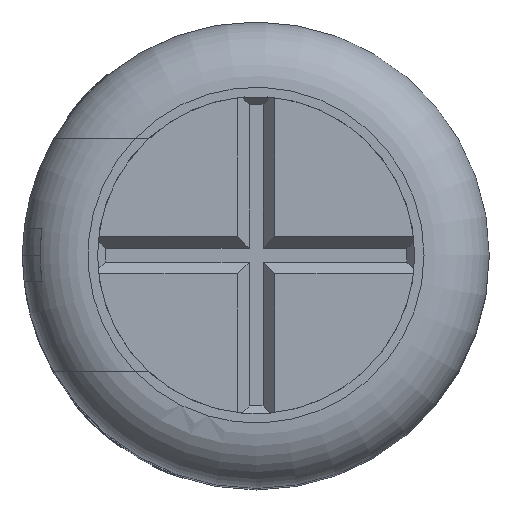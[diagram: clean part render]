
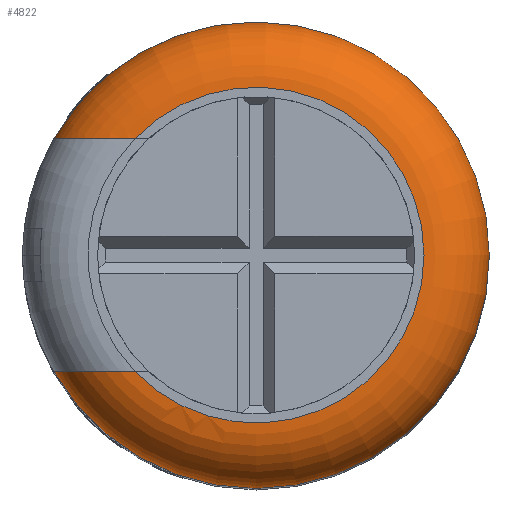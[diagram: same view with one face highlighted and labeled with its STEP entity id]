
A CAD part, top view. The second image highlights one B-rep face of the part: STEP entity #4822.
In plain terms, the highlighted toroidal (fillet/blend) face has major radius 1.8 mm and minor radius 0.7 mm.
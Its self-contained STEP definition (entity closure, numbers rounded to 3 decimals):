
#2803 = VERTEX_POINT('',#2804);
#2804 = CARTESIAN_POINT('',(2.502,0.,10.3));
#2810 = EDGE_CURVE('',#2803,#2811,#2813,.T.);
#2811 = VERTEX_POINT('',#2812);
#2812 = CARTESIAN_POINT('',(-2.163,-1.25,10.3));
#2813 = CIRCLE('',#2814,2.5);
#2814 = AXIS2_PLACEMENT_3D('',#2815,#2816,#2817);
#2815 = CARTESIAN_POINT('',(0.002,0.,10.3
    ));
#2816 = DIRECTION('',(0.,0.,-1.));
#2817 = DIRECTION('',(-1.,0.,0.));
#3480 = VERTEX_POINT('',#3481);
#3481 = CARTESIAN_POINT('',(-2.163,1.25,10.3));
#3487 = EDGE_CURVE('',#3480,#2803,#3488,.T.);
#3488 = CIRCLE('',#3489,2.5);
#3489 = AXIS2_PLACEMENT_3D('',#3490,#3491,#3492);
#3490 = CARTESIAN_POINT('',(0.002,0.,10.3
    ));
#3491 = DIRECTION('',(0.,0.,-1.));
#3492 = DIRECTION('',(-1.,0.,0.));
#4785 = EDGE_CURVE('',#4786,#4788,#4790,.T.);
#4786 = VERTEX_POINT('',#4787);
#4787 = CARTESIAN_POINT('',(-1.293,-1.25,11.));
#4788 = VERTEX_POINT('',#4789);
#4789 = CARTESIAN_POINT('',(-1.293,1.25,11.));
#4790 = CIRCLE('',#4791,1.8);
#4791 = AXIS2_PLACEMENT_3D('',#4792,#4793,#4794);
#4792 = CARTESIAN_POINT('',(0.002,0.,11.)
  );
#4793 = DIRECTION('',(0.,0.,1.));
#4794 = DIRECTION('',(-1.,0.,0.));
#4822 = ADVANCED_FACE('',(#4823),#4852,.T.);
#4823 = FACE_BOUND('',#4824,.T.);
#4824 = EDGE_LOOP('',(#4825,#4826,#4839,#4840,#4851));
#4825 = ORIENTED_EDGE('',*,*,#3487,.F.);
#4826 = ORIENTED_EDGE('',*,*,#4827,.T.);
#4827 = EDGE_CURVE('',#3480,#4788,#4828,.T.);
#4828 = B_SPLINE_CURVE_WITH_KNOTS('',3,(#4829,#4830,#4831,#4832,#4833,
    #4834,#4835,#4836,#4837,#4838),.UNSPECIFIED.,.F.,.F.,(4,2,2,2,4),(
    0.01,0.01,0.01,
    0.01,0.011),.UNSPECIFIED.);
#4829 = CARTESIAN_POINT('',(-2.163,1.25,10.3));
#4830 = CARTESIAN_POINT('',(-2.163,1.25,10.404));
#4831 = CARTESIAN_POINT('',(-2.136,1.25,10.506));
#4832 = CARTESIAN_POINT('',(-2.038,1.25,10.686));
#4833 = CARTESIAN_POINT('',(-1.967,1.25,10.765));
#4834 = CARTESIAN_POINT('',(-1.8,1.25,10.887));
#4835 = CARTESIAN_POINT('',(-1.704,1.25,10.931));
#4836 = CARTESIAN_POINT('',(-1.503,1.25,10.988));
#4837 = CARTESIAN_POINT('',(-1.398,1.25,11.));
#4838 = CARTESIAN_POINT('',(-1.293,1.25,11.));
#4839 = ORIENTED_EDGE('',*,*,#4785,.F.);
#4840 = ORIENTED_EDGE('',*,*,#4841,.T.);
#4841 = EDGE_CURVE('',#4786,#2811,#4842,.T.);
#4842 = B_SPLINE_CURVE_WITH_KNOTS('',3,(#4843,#4844,#4845,#4846,#4847,
    #4848,#4849,#4850),.UNSPECIFIED.,.F.,.F.,(4,2,2,4),(
    0.01,0.01,0.011,
    0.011),.UNSPECIFIED.);
#4843 = CARTESIAN_POINT('',(-1.293,-1.25,11.));
#4844 = CARTESIAN_POINT('',(-1.5,-1.25,11.));
#4845 = CARTESIAN_POINT('',(-1.714,-1.25,10.949));
#4846 = CARTESIAN_POINT('',(-1.965,-1.25,10.767));
#4847 = CARTESIAN_POINT('',(-2.036,-1.25,10.689));
#4848 = CARTESIAN_POINT('',(-2.136,-1.25,10.507));
#4849 = CARTESIAN_POINT('',(-2.163,-1.25,10.404));
#4850 = CARTESIAN_POINT('',(-2.163,-1.25,10.3));
#4851 = ORIENTED_EDGE('',*,*,#2810,.F.);
#4852 = TOROIDAL_SURFACE('',#4853,1.8,0.7);
#4853 = AXIS2_PLACEMENT_3D('',#4854,#4855,#4856);
#4854 = CARTESIAN_POINT('',(0.002,0.,10.3
    ));
#4855 = DIRECTION('',(0.,0.,1.));
#4856 = DIRECTION('',(-1.,0.,0.));
